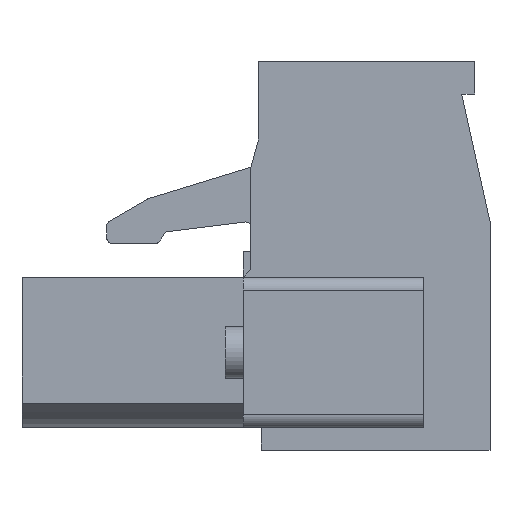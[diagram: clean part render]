
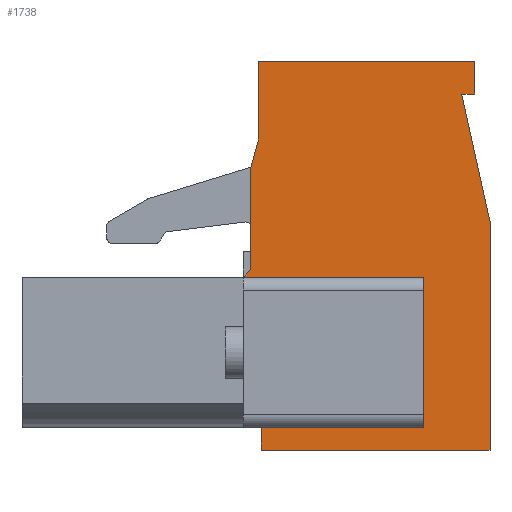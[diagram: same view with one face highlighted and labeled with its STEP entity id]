
A CAD part, left-side view. The second image highlights one B-rep face of the part: STEP entity #1738.
In plain terms, the highlighted planar face has unit normal (-1, 0, 0).
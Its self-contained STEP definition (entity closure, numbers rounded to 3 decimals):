
#1738 = ADVANCED_FACE( '', ( #3604 ), #3605, .T. );
#3604 = FACE_OUTER_BOUND( '', #5636, .T. );
#3605 = PLANE( '', #5637 );
#5636 = EDGE_LOOP( '', ( #10252, #10253, #10254, #10255, #10256, #10257, #10258, #10259, #10260, #10261, #10262, #10263, #10264, #10265 ) );
#5637 = AXIS2_PLACEMENT_3D( '', #10266, #10267, #10268 );
#10252 = ORIENTED_EDGE( '', *, *, #13407, .F. );
#10253 = ORIENTED_EDGE( '', *, *, #12418, .F. );
#10254 = ORIENTED_EDGE( '', *, *, #14067, .F. );
#10255 = ORIENTED_EDGE( '', *, *, #14068, .T. );
#10256 = ORIENTED_EDGE( '', *, *, #14069, .T. );
#10257 = ORIENTED_EDGE( '', *, *, #14070, .T. );
#10258 = ORIENTED_EDGE( '', *, *, #14071, .T. );
#10259 = ORIENTED_EDGE( '', *, *, #13337, .T. );
#10260 = ORIENTED_EDGE( '', *, *, #13716, .T. );
#10261 = ORIENTED_EDGE( '', *, *, #13066, .T. );
#10262 = ORIENTED_EDGE( '', *, *, #12862, .T. );
#10263 = ORIENTED_EDGE( '', *, *, #13728, .T. );
#10264 = ORIENTED_EDGE( '', *, *, #14005, .T. );
#10265 = ORIENTED_EDGE( '', *, *, #13355, .T. );
#10266 = CARTESIAN_POINT( '', ( -10.16, 0., 0. ) );
#10267 = DIRECTION( '', ( -1., 0., 0. ) );
#10268 = DIRECTION( '', ( 0., 0., 1. ) );
#12418 = EDGE_CURVE( '', #14929, #14931, #14932, .T. );
#12862 = EDGE_CURVE( '', #15681, #15679, #15682, .T. );
#13066 = EDGE_CURVE( '', #16022, #15681, #16023, .T. );
#13337 = EDGE_CURVE( '', #16441, #16439, #16442, .T. );
#13355 = EDGE_CURVE( '', #16466, #16469, #16471, .F. );
#13407 = EDGE_CURVE( '', #14931, #16469, #16542, .T. );
#13716 = EDGE_CURVE( '', #16439, #16022, #16968, .T. );
#13728 = EDGE_CURVE( '', #15679, #16981, #16982, .T. );
#14005 = EDGE_CURVE( '', #16981, #16466, #17345, .T. );
#14067 = EDGE_CURVE( '', #17424, #14929, #17425, .T. );
#14068 = EDGE_CURVE( '', #17424, #17426, #17427, .T. );
#14069 = EDGE_CURVE( '', #17426, #17428, #17429, .T. );
#14070 = EDGE_CURVE( '', #17428, #17430, #17431, .T. );
#14071 = EDGE_CURVE( '', #17430, #16441, #17432, .T. );
#14929 = VERTEX_POINT( '', #18525 );
#14931 = VERTEX_POINT( '', #18528 );
#14932 = LINE( '', #18529, #18530 );
#15679 = VERTEX_POINT( '', #19632 );
#15681 = VERTEX_POINT( '', #19635 );
#15682 = LINE( '', #19636, #19637 );
#16022 = VERTEX_POINT( '', #20129 );
#16023 = LINE( '', #20130, #20131 );
#16439 = VERTEX_POINT( '', #20747 );
#16441 = VERTEX_POINT( '', #20750 );
#16442 = LINE( '', #20751, #20752 );
#16466 = VERTEX_POINT( '', #20789 );
#16469 = VERTEX_POINT( '', #20794 );
#16471 = LINE( '', #20797, #20798 );
#16542 = LINE( '', #20902, #20903 );
#16968 = LINE( '', #21534, #21535 );
#16981 = VERTEX_POINT( '', #21554 );
#16982 = LINE( '', #21555, #21556 );
#17345 = LINE( '', #22095, #22096 );
#17424 = VERTEX_POINT( '', #22204 );
#17425 = LINE( '', #22205, #22206 );
#17426 = VERTEX_POINT( '', #22207 );
#17427 = LINE( '', #22208, #22209 );
#17428 = VERTEX_POINT( '', #22210 );
#17429 = LINE( '', #22211, #22212 );
#17430 = VERTEX_POINT( '', #22213 );
#17431 = LINE( '', #22214, #22215 );
#17432 = LINE( '', #22216, #22217 );
#18525 = CARTESIAN_POINT( '', ( -10.16, -1.85, -3.575 ) );
#18528 = CARTESIAN_POINT( '', ( -10.16, -1.85, 2.275 ) );
#18529 = CARTESIAN_POINT( '', ( -10.16, -1.85, -3.575 ) );
#18530 = VECTOR( '', #23105, 1000. );
#19632 = CARTESIAN_POINT( '', ( -10.16, 4.55, 7.65 ) );
#19635 = CARTESIAN_POINT( '', ( -10.16, 4.55, 10.65 ) );
#19636 = CARTESIAN_POINT( '', ( -10.16, 4.55, 10.65 ) );
#19637 = VECTOR( '', #23546, 1000. );
#20129 = CARTESIAN_POINT( '', ( -10.16, -3.85, 10.65 ) );
#20130 = CARTESIAN_POINT( '', ( -10.16, -3.85, 10.65 ) );
#20131 = VECTOR( '', #23744, 1000. );
#20747 = CARTESIAN_POINT( '', ( -10.16, -3.85, 9.4 ) );
#20750 = CARTESIAN_POINT( '', ( -10.16, -3.35, 9.4 ) );
#20751 = CARTESIAN_POINT( '', ( -10.16, -3.35, 9.4 ) );
#20752 = VECTOR( '', #24009, 1000. );
#20789 = CARTESIAN_POINT( '', ( -10.16, 4.85, 2.575 ) );
#20794 = CARTESIAN_POINT( '', ( -10.16, 5.15, 2.275 ) );
#20797 = CARTESIAN_POINT( '', ( -10.16, 4.85, 2.575 ) );
#20798 = VECTOR( '', #24026, 1000. );
#20902 = CARTESIAN_POINT( '', ( -10.16, -1.85, 2.275 ) );
#20903 = VECTOR( '', #24069, 1000. );
#21534 = CARTESIAN_POINT( '', ( -10.16, -3.85, 9.4 ) );
#21535 = VECTOR( '', #24381, 1000. );
#21554 = CARTESIAN_POINT( '', ( -10.16, 4.85, 6.55 ) );
#21555 = CARTESIAN_POINT( '', ( -10.16, 4.55, 7.65 ) );
#21556 = VECTOR( '', #24391, 1000. );
#22095 = CARTESIAN_POINT( '', ( -10.16, 4.85, 6.55 ) );
#22096 = VECTOR( '', #24637, 1000. );
#22204 = CARTESIAN_POINT( '', ( -10.16, 4.45, -3.575 ) );
#22205 = CARTESIAN_POINT( '', ( -10.16, 5.15, -3.575 ) );
#22206 = VECTOR( '', #24691, 1000. );
#22207 = CARTESIAN_POINT( '', ( -10.16, 4.45, -4.45 ) );
#22208 = CARTESIAN_POINT( '', ( -10.16, 4.45, -3.575 ) );
#22209 = VECTOR( '', #24692, 1000. );
#22210 = CARTESIAN_POINT( '', ( -10.16, -4.45, -4.45 ) );
#22211 = CARTESIAN_POINT( '', ( -10.16, 4.45, -4.45 ) );
#22212 = VECTOR( '', #24693, 1000. );
#22213 = CARTESIAN_POINT( '', ( -10.16, -4.45, 4.45 ) );
#22214 = CARTESIAN_POINT( '', ( -10.16, -4.45, -4.45 ) );
#22215 = VECTOR( '', #24694, 1000. );
#22216 = CARTESIAN_POINT( '', ( -10.16, -4.45, 4.45 ) );
#22217 = VECTOR( '', #24695, 1000. );
#23105 = DIRECTION( '', ( 0., 0., 1. ) );
#23546 = DIRECTION( '', ( 0., 0., -1. ) );
#23744 = DIRECTION( '', ( 0., 1., 0. ) );
#24009 = DIRECTION( '', ( 0., -1., 0. ) );
#24026 = DIRECTION( '', ( 0., -0.707, 0.707 ) );
#24069 = DIRECTION( '', ( 0., 1., 0. ) );
#24381 = DIRECTION( '', ( 0., 0., 1. ) );
#24391 = DIRECTION( '', ( 0., 0.263, -0.965 ) );
#24637 = DIRECTION( '', ( 0., 0., -1. ) );
#24691 = DIRECTION( '', ( 0., -1., 0. ) );
#24692 = DIRECTION( '', ( 0., 0., -1. ) );
#24693 = DIRECTION( '', ( 0., -1., 0. ) );
#24694 = DIRECTION( '', ( 0., 0., 1. ) );
#24695 = DIRECTION( '', ( 0., 0.217, 0.976 ) );
